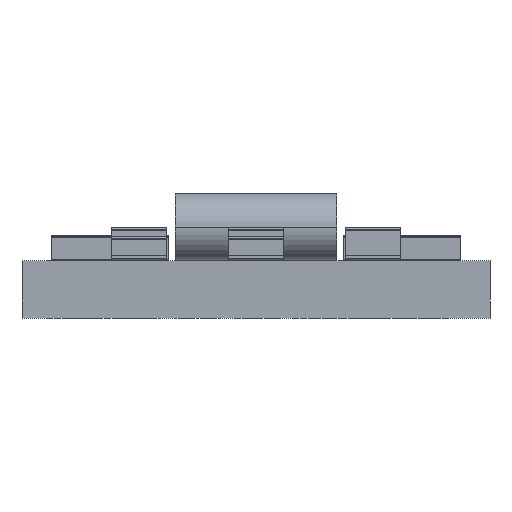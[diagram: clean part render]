
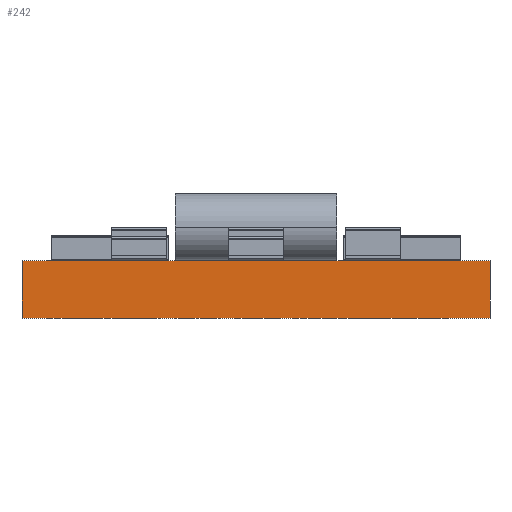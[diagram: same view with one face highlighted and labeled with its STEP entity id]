
A CAD part, front view. The second image highlights one B-rep face of the part: STEP entity #242.
In plain terms, the highlighted planar face has unit normal (0, -1, 0).
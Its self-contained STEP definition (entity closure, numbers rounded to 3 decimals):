
#184 = EDGE_CURVE('',#185,#187,#189,.T.);
#185 = VERTEX_POINT('',#186);
#186 = CARTESIAN_POINT('',(10.16,0.,-0.625));
#187 = VERTEX_POINT('',#188);
#188 = CARTESIAN_POINT('',(10.16,0.,0.625));
#189 = LINE('',#190,#191);
#190 = CARTESIAN_POINT('',(10.16,0.,-0.625));
#191 = VECTOR('',#192,1.);
#192 = DIRECTION('',(0.,0.,1.));
#217 = VERTEX_POINT('',#218);
#218 = CARTESIAN_POINT('',(0.,0.,0.625));
#224 = EDGE_CURVE('',#225,#217,#227,.T.);
#225 = VERTEX_POINT('',#226);
#226 = CARTESIAN_POINT('',(0.,0.,-0.625));
#227 = LINE('',#228,#229);
#228 = CARTESIAN_POINT('',(0.,0.,-0.625));
#229 = VECTOR('',#230,1.);
#230 = DIRECTION('',(0.,0.,1.));
#242 = ADVANCED_FACE('',(#243),#259,.F.);
#243 = FACE_BOUND('',#244,.F.);
#244 = EDGE_LOOP('',(#245,#246,#252,#253));
#245 = ORIENTED_EDGE('',*,*,#224,.T.);
#246 = ORIENTED_EDGE('',*,*,#247,.T.);
#247 = EDGE_CURVE('',#217,#187,#248,.T.);
#248 = LINE('',#249,#250);
#249 = CARTESIAN_POINT('',(0.,0.,0.625));
#250 = VECTOR('',#251,1.);
#251 = DIRECTION('',(1.,0.,0.));
#252 = ORIENTED_EDGE('',*,*,#184,.F.);
#253 = ORIENTED_EDGE('',*,*,#254,.F.);
#254 = EDGE_CURVE('',#225,#185,#255,.T.);
#255 = LINE('',#256,#257);
#256 = CARTESIAN_POINT('',(0.,0.,-0.625));
#257 = VECTOR('',#258,1.);
#258 = DIRECTION('',(1.,0.,0.));
#259 = PLANE('',#260);
#260 = AXIS2_PLACEMENT_3D('',#261,#262,#263);
#261 = CARTESIAN_POINT('',(0.,0.,-0.625));
#262 = DIRECTION('',(0.,1.,0.));
#263 = DIRECTION('',(1.,0.,0.));
